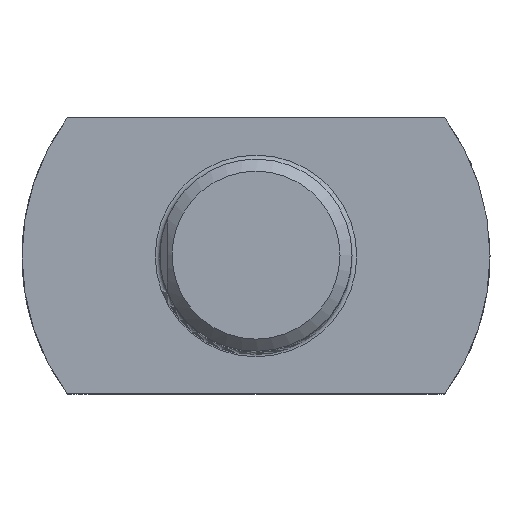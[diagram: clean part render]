
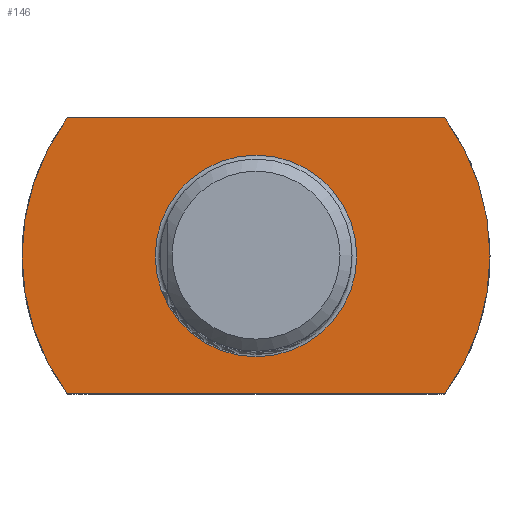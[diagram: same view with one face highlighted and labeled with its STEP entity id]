
A CAD part, top view. The second image highlights one B-rep face of the part: STEP entity #146.
In plain terms, the highlighted planar face has unit normal (0, 0, 1).
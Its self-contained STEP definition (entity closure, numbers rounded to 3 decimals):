
#44=FACE_BOUND('',#302,.T.);
#45=FACE_BOUND('',#303,.T.);
#146=ADVANCED_FACE('',(#44,#45),#197,.T.);
#197=PLANE('',#1274);
#302=EDGE_LOOP('',(#662,#663,#664,#665));
#303=EDGE_LOOP('',(#666));
#379=LINE('',#1868,#457);
#383=LINE('',#1923,#461);
#457=VECTOR('',#1441,1.);
#461=VECTOR('',#1447,1.);
#662=ORIENTED_EDGE('',*,*,#1015,.F.);
#663=ORIENTED_EDGE('',*,*,#1062,.F.);
#664=ORIENTED_EDGE('',*,*,#1021,.T.);
#665=ORIENTED_EDGE('',*,*,#1069,.F.);
#666=ORIENTED_EDGE('',*,*,#1070,.T.);
#898=VERTEX_POINT('',#1867);
#899=VERTEX_POINT('',#1869);
#904=VERTEX_POINT('',#1922);
#905=VERTEX_POINT('',#1924);
#931=VERTEX_POINT('',#2185);
#1015=EDGE_CURVE('',#898,#899,#379,.T.);
#1021=EDGE_CURVE('',#905,#904,#383,.T.);
#1062=EDGE_CURVE('',#905,#898,#1151,.T.);
#1069=EDGE_CURVE('',#899,#904,#1156,.T.);
#1070=EDGE_CURVE('',#931,#931,#1157,.T.);
#1151=CIRCLE('',#1263,19.5);
#1156=CIRCLE('',#1271,19.5);
#1157=CIRCLE('',#1273,8.4);
#1263=AXIS2_PLACEMENT_3D('',#2134,#1514,#1515);
#1271=AXIS2_PLACEMENT_3D('',#2182,#1530,#1531);
#1273=AXIS2_PLACEMENT_3D('',#2184,#1534,#1535);
#1274=AXIS2_PLACEMENT_3D('',#2186,#1536,#1537);
#1441=DIRECTION('',(-1.,0.,0.));
#1447=DIRECTION('',(-1.,0.,0.));
#1514=DIRECTION('',(0.,0.,-1.));
#1515=DIRECTION('',(-1.,0.,0.));
#1530=DIRECTION('',(0.,0.,-1.));
#1531=DIRECTION('',(-1.,0.,0.));
#1534=DIRECTION('',(0.,0.,-1.));
#1535=DIRECTION('',(1.,0.,0.));
#1536=DIRECTION('',(0.,0.,1.));
#1537=DIRECTION('',(1.,0.,0.));
#1867=CARTESIAN_POINT('',(15.748,-11.5,0.));
#1868=CARTESIAN_POINT('',(19.5,-11.5,0.));
#1869=CARTESIAN_POINT('',(-15.748,-11.5,0.));
#1922=CARTESIAN_POINT('',(-15.748,11.5,0.));
#1923=CARTESIAN_POINT('',(19.5,11.5,0.));
#1924=CARTESIAN_POINT('',(15.748,11.5,0.));
#2134=CARTESIAN_POINT('',(0.,0.,0.));
#2182=CARTESIAN_POINT('',(0.,0.,0.));
#2184=CARTESIAN_POINT('',(0.,0.,0.));
#2185=CARTESIAN_POINT('',(8.4,0.,0.));
#2186=CARTESIAN_POINT('',(19.5,0.,0.));
